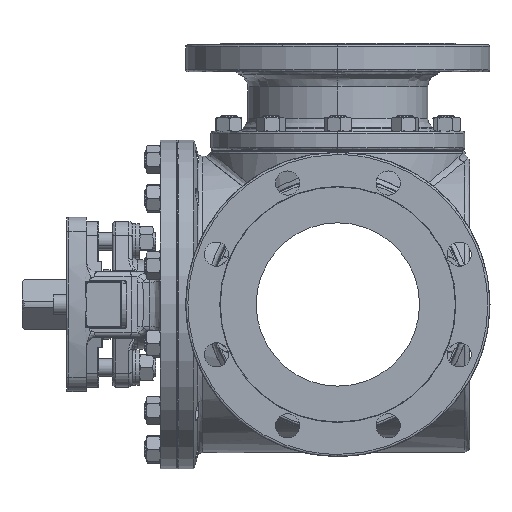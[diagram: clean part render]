
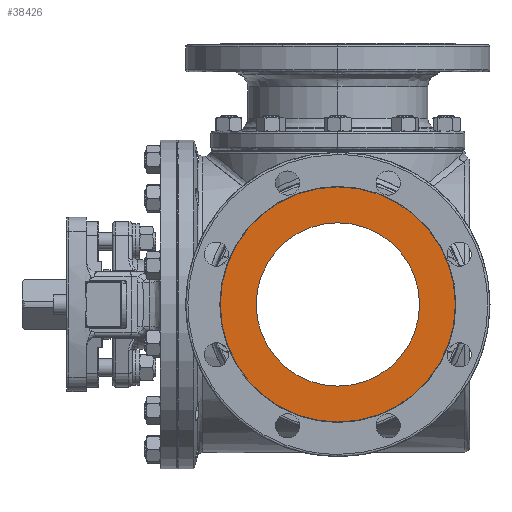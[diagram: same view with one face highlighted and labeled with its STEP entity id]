
A CAD part, left-side view. The second image highlights one B-rep face of the part: STEP entity #38426.
In plain terms, the highlighted planar face has unit normal (-1, 0, 0).
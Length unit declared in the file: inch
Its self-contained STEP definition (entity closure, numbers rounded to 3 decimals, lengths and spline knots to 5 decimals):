
#2500 = ORIENTED_EDGE ( 'NONE', *, *, #5404, .T. ) ;
#5404 = EDGE_CURVE ( 'NONE', #63639, #96065, #14790, .T. ) ;
#9067 = FACE_OUTER_BOUND ( 'NONE', #21325, .T. ) ;
#14790 = CIRCLE ( 'NONE', #34797, 4.25 ) ;
#18253 = ORIENTED_EDGE ( 'NONE', *, *, #53670, .T. ) ;
#18602 = EDGE_CURVE ( 'NONE', #96065, #63639, #32766, .T. ) ;
#21325 = EDGE_LOOP ( 'NONE', ( #2500, #102571 ) ) ;
#23060 = AXIS2_PLACEMENT_3D ( 'NONE', #105872, #97316, #80244 ) ;
#23240 = CIRCLE ( 'NONE', #63258, 2.95276 ) ;
#24697 = DIRECTION ( 'NONE',  ( 0., 0., 1. ) ) ;
#25470 = DIRECTION ( 'NONE',  ( 0., -1., 0. ) ) ;
#26142 = CARTESIAN_POINT ( 'NONE',  ( -1.94564, 6.71736, 6.3928 ) ) ;
#29763 = CARTESIAN_POINT ( 'NONE',  ( -1.94564, 2.46736, 6.3928 ) ) ;
#32766 = CIRCLE ( 'NONE', #52766, 4.25 ) ;
#34797 = AXIS2_PLACEMENT_3D ( 'NONE', #95474, #44256, #25470 ) ;
#37358 = EDGE_CURVE ( 'NONE', #64695, #58216, #23240, .T. ) ;
#37439 = DIRECTION ( 'NONE',  ( 0., -1., 0. ) ) ;
#38426 = ADVANCED_FACE ( 'NONE', ( #70009, #9067 ), #88230, .T. ) ;
#40669 = DIRECTION ( 'NONE',  ( 1., 0., 0. ) ) ;
#44256 = DIRECTION ( 'NONE',  ( -1., 0., 0. ) ) ;
#46348 = CARTESIAN_POINT ( 'NONE',  ( -1.94564, 6.71736, 9.34556 ) ) ;
#47095 = CARTESIAN_POINT ( 'NONE',  ( -1.94564, 6.71736, 6.3928 ) ) ;
#48970 = AXIS2_PLACEMENT_3D ( 'NONE', #26142, #87623, #60875 ) ;
#51432 = EDGE_LOOP ( 'NONE', ( #18253, #68753 ) ) ;
#52032 = CARTESIAN_POINT ( 'NONE',  ( -1.94564, 10.96736, 6.3928 ) ) ;
#52766 = AXIS2_PLACEMENT_3D ( 'NONE', #47095, #72709, #37439 ) ;
#53670 = EDGE_CURVE ( 'NONE', #58216, #64695, #65310, .T. ) ;
#58216 = VERTEX_POINT ( 'NONE', #46348 ) ;
#60875 = DIRECTION ( 'NONE',  ( 0., 0., 1. ) ) ;
#63258 = AXIS2_PLACEMENT_3D ( 'NONE', #108958, #40669, #24697 ) ;
#63639 = VERTEX_POINT ( 'NONE', #29763 ) ;
#64695 = VERTEX_POINT ( 'NONE', #102202 ) ;
#65310 = CIRCLE ( 'NONE', #48970, 2.95276 ) ;
#68753 = ORIENTED_EDGE ( 'NONE', *, *, #37358, .T. ) ;
#70009 = FACE_BOUND ( 'NONE', #51432, .T. ) ;
#72709 = DIRECTION ( 'NONE',  ( -1., 0., 0. ) ) ;
#80244 = DIRECTION ( 'NONE',  ( 0., 0., 1. ) ) ;
#87623 = DIRECTION ( 'NONE',  ( 1., 0., 0. ) ) ;
#88230 = PLANE ( 'NONE',  #23060 ) ;
#95474 = CARTESIAN_POINT ( 'NONE',  ( -1.94564, 6.71736, 6.3928 ) ) ;
#96065 = VERTEX_POINT ( 'NONE', #52032 ) ;
#97316 = DIRECTION ( 'NONE',  ( -1., 0., 0. ) ) ;
#102202 = CARTESIAN_POINT ( 'NONE',  ( -1.94564, 6.71736, 3.44005 ) ) ;
#102571 = ORIENTED_EDGE ( 'NONE', *, *, #18602, .T. ) ;
#105872 = CARTESIAN_POINT ( 'NONE',  ( -1.94564, 9.67011, 6.3928 ) ) ;
#108958 = CARTESIAN_POINT ( 'NONE',  ( -1.94564, 6.71736, 6.3928 ) ) ;
